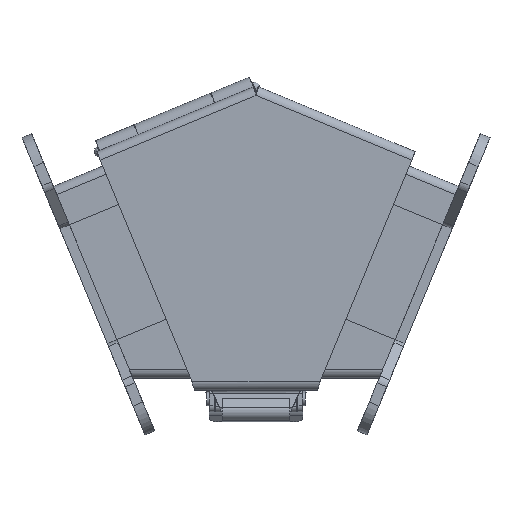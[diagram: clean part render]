
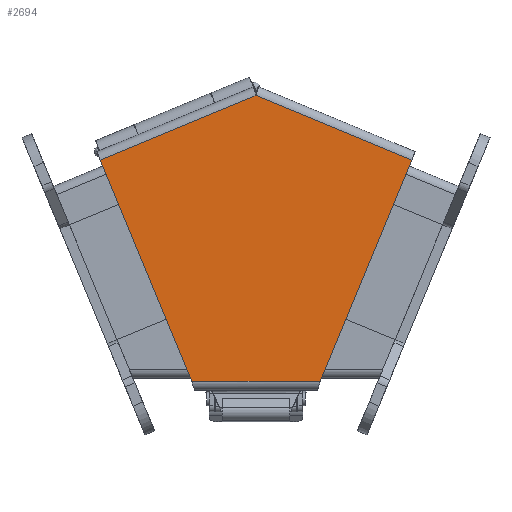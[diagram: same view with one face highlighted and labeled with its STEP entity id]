
A CAD part, front view. The second image highlights one B-rep face of the part: STEP entity #2694.
In plain terms, the highlighted planar face has unit normal (0, -1, 0).
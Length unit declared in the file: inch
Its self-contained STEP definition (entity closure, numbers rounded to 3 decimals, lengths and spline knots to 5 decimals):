
#107 = VECTOR ( 'NONE', #5478, 39.37008 ) ;
#160 = CARTESIAN_POINT ( 'NONE',  ( 0.77185, -1.422, -1.69693 ) ) ;
#663 = VECTOR ( 'NONE', #2342, 39.37008 ) ;
#1253 = ORIENTED_EDGE ( 'NONE', *, *, #5332, .T. ) ;
#1430 = LINE ( 'NONE', #2879, #107 ) ;
#1496 = VERTEX_POINT ( 'NONE', #4708 ) ;
#1583 = CARTESIAN_POINT ( 'NONE',  ( -1.87565, -1.422, 0.96822 ) ) ;
#2342 = DIRECTION ( 'NONE',  ( -0.924, 0., 0.383 ) ) ;
#2459 = VERTEX_POINT ( 'NONE', #4409 ) ;
#2475 = CARTESIAN_POINT ( 'NONE',  ( -2.24993, -1.422, 1.86207 ) ) ;
#2694 = ADVANCED_FACE ( 'NONE', ( #8621 ), #7991, .T. ) ;
#2879 = CARTESIAN_POINT ( 'NONE',  ( 0.00007, -1.422, 1.74517 ) ) ;
#3168 = CARTESIAN_POINT ( 'NONE',  ( 0.00007, -1.422, 1.74517 ) ) ;
#3205 = DIRECTION ( 'NONE',  ( 0., 0., -1. ) ) ;
#3904 = EDGE_CURVE ( 'NONE', #1496, #2459, #7745, .T. ) ;
#3935 = DIRECTION ( 'NONE',  ( 0.383, 0., 0.924 ) ) ;
#4263 = ORIENTED_EDGE ( 'NONE', *, *, #3904, .T. ) ;
#4327 = LINE ( 'NONE', #5124, #8150 ) ;
#4394 = EDGE_CURVE ( 'NONE', #6454, #5253, #7271, .T. ) ;
#4409 = CARTESIAN_POINT ( 'NONE',  ( -0.77171, -1.422, -1.69693 ) ) ;
#4434 = VECTOR ( 'NONE', #3935, 39.37008 ) ;
#4465 = DIRECTION ( 'NONE',  ( 1., 0., 0. ) ) ;
#4708 = CARTESIAN_POINT ( 'NONE',  ( -1.87565, -1.422, 0.96822 ) ) ;
#4924 = ORIENTED_EDGE ( 'NONE', *, *, #6293, .T. ) ;
#4938 = CARTESIAN_POINT ( 'NONE',  ( 1.87579, -1.422, 0.96822 ) ) ;
#5124 = CARTESIAN_POINT ( 'NONE',  ( -2.24993, -1.422, -1.69693 ) ) ;
#5235 = VECTOR ( 'NONE', #7064, 39.37008 ) ;
#5253 = VERTEX_POINT ( 'NONE', #3168 ) ;
#5332 = EDGE_CURVE ( 'NONE', #5253, #1496, #1430, .T. ) ;
#5337 = ORIENTED_EDGE ( 'NONE', *, *, #6177, .T. ) ;
#5478 = DIRECTION ( 'NONE',  ( -0.924, 0., -0.383 ) ) ;
#5554 = ORIENTED_EDGE ( 'NONE', *, *, #4394, .T. ) ;
#6177 = EDGE_CURVE ( 'NONE', #2459, #7908, #4327, .T. ) ;
#6293 = EDGE_CURVE ( 'NONE', #7908, #6454, #7951, .T. ) ;
#6454 = VERTEX_POINT ( 'NONE', #4938 ) ;
#6611 = CARTESIAN_POINT ( 'NONE',  ( 0.77185, -1.422, -1.69693 ) ) ;
#7064 = DIRECTION ( 'NONE',  ( 0.383, 0., -0.924 ) ) ;
#7092 = CARTESIAN_POINT ( 'NONE',  ( 1.87579, -1.422, 0.96822 ) ) ;
#7151 = AXIS2_PLACEMENT_3D ( 'NONE', #2475, #8041, #3205 ) ;
#7271 = LINE ( 'NONE', #7092, #663 ) ;
#7745 = LINE ( 'NONE', #1583, #5235 ) ;
#7908 = VERTEX_POINT ( 'NONE', #160 ) ;
#7951 = LINE ( 'NONE', #6611, #4434 ) ;
#7991 = PLANE ( 'NONE',  #7151 ) ;
#8041 = DIRECTION ( 'NONE',  ( 0., -1., 0. ) ) ;
#8150 = VECTOR ( 'NONE', #4465, 39.37008 ) ;
#8621 = FACE_OUTER_BOUND ( 'NONE', #8623, .T. ) ;
#8623 = EDGE_LOOP ( 'NONE', ( #4924, #5554, #1253, #4263, #5337 ) ) ;
